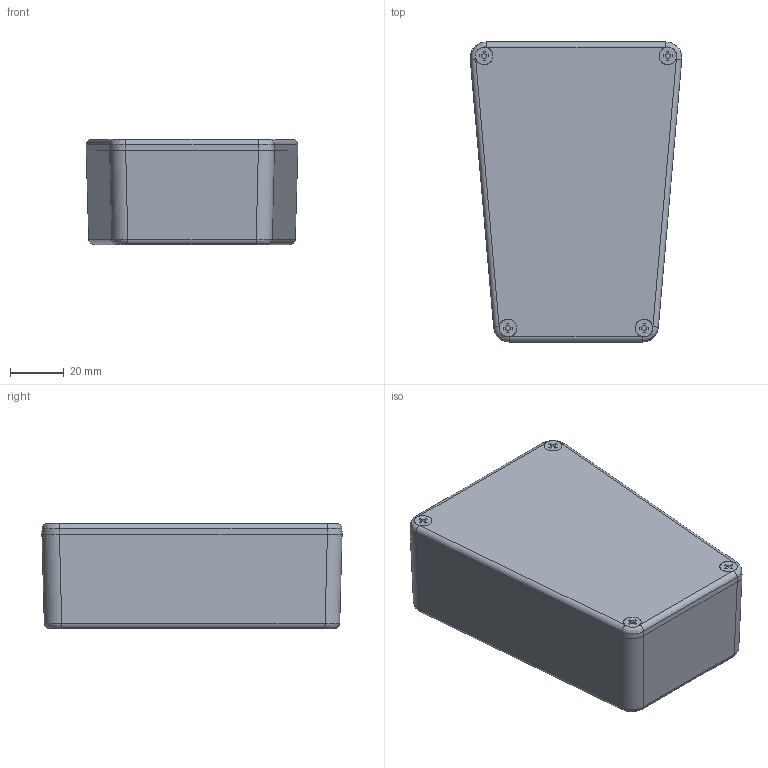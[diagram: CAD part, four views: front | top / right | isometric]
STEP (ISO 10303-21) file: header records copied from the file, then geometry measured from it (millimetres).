
FILE_DESCRIPTION(/* description */ (''),/* implementation_level */ '2;1');
FILE_NAME(/* name */ '1590TRPB.iam.stp',/* time_stamp */ '2014-07-28T13:51:08-04:00',/* author */ ('tcook'),/* organization */ (''),/* preprocessor_version */ 'ST-DEVELOPER v15.2',/* originating_system */ 'Autodesk Inventor 2014',/* authorisation */ '');
FILE_SCHEMA (('AUTOMOTIVE_DESIGN { 1 0 10303 214 3 1 1 }'));
Length unit declared in the file: inch
Products named in the file (4): 1590TRPB Box; 1590TRPB Lid; (screw M3.5-0.6X 12mm FH); 1590TRPB
Bounding box: 78.99 x 112 x 39.2 mm (x, y, z)
Volume: 61881 mm3; surface area: 58418.4 mm2
Topology: 6 solids, 6 shells, 283 faces, 716 edges, 448 vertices
Faces by surface type: plane 135, cylinder 64, cone 52, torus 16, sphere 8, bspline 8
Full cylindrical faces by diameter (mm): 2.642 x4, 3.42 x4, 4 x8
Entity records: 6305 total; most frequent: CARTESIAN_POINT 1300, DIRECTION 1102, ORIENTED_EDGE 966, EDGE_CURVE 483, AXIS2_PLACEMENT_3D 425, VERTEX_POINT 307, LINE 252, VECTOR 252
